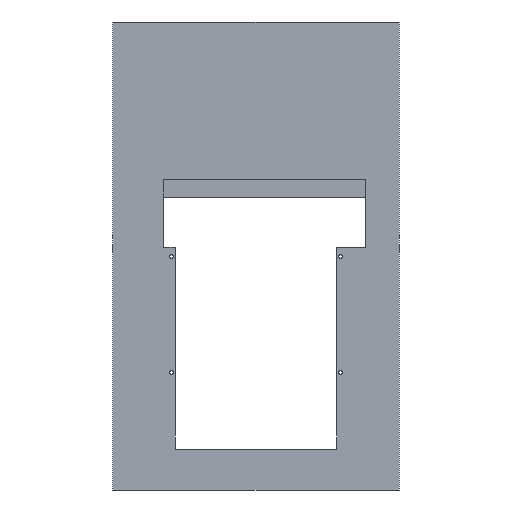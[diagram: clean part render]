
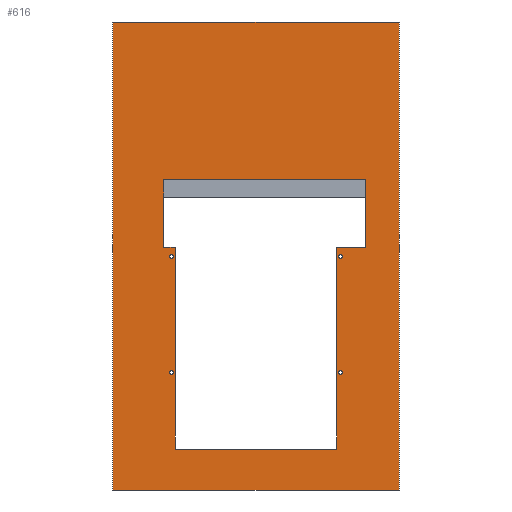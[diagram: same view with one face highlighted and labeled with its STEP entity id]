
A CAD part, front view. The second image highlights one B-rep face of the part: STEP entity #616.
In plain terms, the highlighted planar face has unit normal (0, -1, 0).
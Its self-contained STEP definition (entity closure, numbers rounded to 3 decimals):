
#465=AXIS2_PLACEMENT_3D('Plane Axis2P3D',#462,#463,#464) ;
#480=AXIS2_PLACEMENT_3D('Circle Axis2P3D',#478,#479,$) ;
#489=AXIS2_PLACEMENT_3D('Circle Axis2P3D',#487,#488,$) ;
#498=AXIS2_PLACEMENT_3D('Circle Axis2P3D',#496,#497,$) ;
#507=AXIS2_PLACEMENT_3D('Circle Axis2P3D',#505,#506,$) ;
#516=AXIS2_PLACEMENT_3D('Circle Axis2P3D',#514,#515,$) ;
#525=AXIS2_PLACEMENT_3D('Circle Axis2P3D',#523,#524,$) ;
#534=AXIS2_PLACEMENT_3D('Circle Axis2P3D',#532,#533,$) ;
#543=AXIS2_PLACEMENT_3D('Circle Axis2P3D',#541,#542,$) ;
#226=CARTESIAN_POINT('Vertex',(-209.5,-85.,635.)) ;
#240=CARTESIAN_POINT('Vertex',(-209.5,-85.,-165.)) ;
#243=CARTESIAN_POINT('Line Origine',(-209.5,-85.,235.)) ;
#266=CARTESIAN_POINT('Vertex',(279.5,-85.,635.)) ;
#274=CARTESIAN_POINT('Line Origine',(35.,-85.,635.)) ;
#447=CARTESIAN_POINT('Vertex',(279.5,-85.,-165.)) ;
#450=CARTESIAN_POINT('Line Origine',(35.,-85.,-165.)) ;
#462=CARTESIAN_POINT('Axis2P3D Location',(70.,-85.,135.)) ;
#467=CARTESIAN_POINT('Line Origine',(279.5,-85.,235.)) ;
#478=CARTESIAN_POINT('Axis2P3D Location',(-109.5,-85.,234.5)) ;
#482=CARTESIAN_POINT('Vertex',(-112.75,-85.,234.5)) ;
#484=CARTESIAN_POINT('Vertex',(-106.25,-85.,234.5)) ;
#487=CARTESIAN_POINT('Axis2P3D Location',(-109.5,-85.,234.5)) ;
#496=CARTESIAN_POINT('Axis2P3D Location',(179.5,-85.,234.5)) ;
#500=CARTESIAN_POINT('Vertex',(176.25,-85.,234.5)) ;
#502=CARTESIAN_POINT('Vertex',(182.75,-85.,234.5)) ;
#505=CARTESIAN_POINT('Axis2P3D Location',(179.5,-85.,234.5)) ;
#514=CARTESIAN_POINT('Axis2P3D Location',(-109.5,-85.,35.5)) ;
#518=CARTESIAN_POINT('Vertex',(-112.75,-85.,35.5)) ;
#520=CARTESIAN_POINT('Vertex',(-106.25,-85.,35.5)) ;
#523=CARTESIAN_POINT('Axis2P3D Location',(-109.5,-85.,35.5)) ;
#532=CARTESIAN_POINT('Axis2P3D Location',(179.5,-85.,35.5)) ;
#536=CARTESIAN_POINT('Vertex',(176.25,-85.,35.5)) ;
#538=CARTESIAN_POINT('Vertex',(182.75,-85.,35.5)) ;
#541=CARTESIAN_POINT('Axis2P3D Location',(179.5,-85.,35.5)) ;
#550=CARTESIAN_POINT('Line Origine',(50.,-85.,365.)) ;
#554=CARTESIAN_POINT('Vertex',(223.,-85.,365.)) ;
#556=CARTESIAN_POINT('Vertex',(-123.,-85.,365.)) ;
#559=CARTESIAN_POINT('Line Origine',(223.,-85.,307.5)) ;
#563=CARTESIAN_POINT('Vertex',(223.,-85.,250.)) ;
#566=CARTESIAN_POINT('Line Origine',(198.,-85.,250.)) ;
#570=CARTESIAN_POINT('Vertex',(173.,-85.,250.)) ;
#573=CARTESIAN_POINT('Line Origine',(173.,-85.,77.5)) ;
#577=CARTESIAN_POINT('Vertex',(173.,-85.,-95.)) ;
#580=CARTESIAN_POINT('Line Origine',(35.,-85.,-95.)) ;
#584=CARTESIAN_POINT('Vertex',(-103.,-85.,-95.)) ;
#587=CARTESIAN_POINT('Line Origine',(-103.,-85.,77.5)) ;
#591=CARTESIAN_POINT('Vertex',(-103.,-85.,250.)) ;
#594=CARTESIAN_POINT('Line Origine',(-113.,-85.,250.)) ;
#598=CARTESIAN_POINT('Vertex',(-123.,-85.,250.)) ;
#601=CARTESIAN_POINT('Line Origine',(-123.,-85.,307.5)) ;
#244=DIRECTION('Vector Direction',(0.,0.,-1.)) ;
#275=DIRECTION('Vector Direction',(1.,0.,0.)) ;
#451=DIRECTION('Vector Direction',(-1.,0.,0.)) ;
#463=DIRECTION('Axis2P3D Direction',(0.,-1.,0.)) ;
#464=DIRECTION('Axis2P3D XDirection',(1.,0.,0.)) ;
#468=DIRECTION('Vector Direction',(0.,0.,1.)) ;
#479=DIRECTION('Axis2P3D Direction',(0.,-1.,0.)) ;
#488=DIRECTION('Axis2P3D Direction',(0.,-1.,0.)) ;
#497=DIRECTION('Axis2P3D Direction',(0.,-1.,0.)) ;
#506=DIRECTION('Axis2P3D Direction',(0.,-1.,0.)) ;
#515=DIRECTION('Axis2P3D Direction',(0.,-1.,0.)) ;
#524=DIRECTION('Axis2P3D Direction',(0.,-1.,0.)) ;
#533=DIRECTION('Axis2P3D Direction',(0.,-1.,0.)) ;
#542=DIRECTION('Axis2P3D Direction',(0.,-1.,0.)) ;
#551=DIRECTION('Vector Direction',(1.,0.,0.)) ;
#560=DIRECTION('Vector Direction',(0.,0.,1.)) ;
#567=DIRECTION('Vector Direction',(1.,0.,0.)) ;
#574=DIRECTION('Vector Direction',(0.,0.,1.)) ;
#581=DIRECTION('Vector Direction',(-1.,0.,0.)) ;
#588=DIRECTION('Vector Direction',(0.,0.,-1.)) ;
#595=DIRECTION('Vector Direction',(-1.,0.,0.)) ;
#602=DIRECTION('Vector Direction',(0.,0.,1.)) ;
#245=VECTOR('Line Direction',#244,1.) ;
#276=VECTOR('Line Direction',#275,1.) ;
#452=VECTOR('Line Direction',#451,1.) ;
#469=VECTOR('Line Direction',#468,1.) ;
#552=VECTOR('Line Direction',#551,1.) ;
#561=VECTOR('Line Direction',#560,1.) ;
#568=VECTOR('Line Direction',#567,1.) ;
#575=VECTOR('Line Direction',#574,1.) ;
#582=VECTOR('Line Direction',#581,1.) ;
#589=VECTOR('Line Direction',#588,1.) ;
#596=VECTOR('Line Direction',#595,1.) ;
#603=VECTOR('Line Direction',#602,1.) ;
#473=ORIENTED_EDGE('',*,*,#247,.T.) ;
#474=ORIENTED_EDGE('',*,*,#454,.T.) ;
#475=ORIENTED_EDGE('',*,*,#471,.T.) ;
#476=ORIENTED_EDGE('',*,*,#278,.T.) ;
#493=ORIENTED_EDGE('',*,*,#486,.F.) ;
#494=ORIENTED_EDGE('',*,*,#491,.F.) ;
#511=ORIENTED_EDGE('',*,*,#504,.F.) ;
#512=ORIENTED_EDGE('',*,*,#509,.F.) ;
#529=ORIENTED_EDGE('',*,*,#522,.F.) ;
#530=ORIENTED_EDGE('',*,*,#527,.F.) ;
#547=ORIENTED_EDGE('',*,*,#540,.F.) ;
#548=ORIENTED_EDGE('',*,*,#545,.F.) ;
#607=ORIENTED_EDGE('',*,*,#558,.F.) ;
#608=ORIENTED_EDGE('',*,*,#565,.F.) ;
#609=ORIENTED_EDGE('',*,*,#572,.F.) ;
#610=ORIENTED_EDGE('',*,*,#579,.F.) ;
#611=ORIENTED_EDGE('',*,*,#586,.F.) ;
#612=ORIENTED_EDGE('',*,*,#593,.F.) ;
#613=ORIENTED_EDGE('',*,*,#600,.F.) ;
#614=ORIENTED_EDGE('',*,*,#605,.F.) ;
#495=FACE_BOUND('',#492,.T.) ;
#513=FACE_BOUND('',#510,.T.) ;
#531=FACE_BOUND('',#528,.T.) ;
#549=FACE_BOUND('',#546,.T.) ;
#615=FACE_BOUND('',#606,.T.) ;
#616=ADVANCED_FACE('E1.2_IV_W_REAR_SEGREGATION_EF_ES',(#477,#495,#513,#531,#549,#615),#466,.T.) ;
#481=CIRCLE('generated circle',#480,3.25) ;
#490=CIRCLE('generated circle',#489,3.25) ;
#499=CIRCLE('generated circle',#498,3.25) ;
#508=CIRCLE('generated circle',#507,3.25) ;
#517=CIRCLE('generated circle',#516,3.25) ;
#526=CIRCLE('generated circle',#525,3.25) ;
#535=CIRCLE('generated circle',#534,3.25) ;
#544=CIRCLE('generated circle',#543,3.25) ;
#247=EDGE_CURVE('',#227,#241,#246,.T.) ;
#278=EDGE_CURVE('',#267,#227,#277,.F.) ;
#454=EDGE_CURVE('',#241,#448,#453,.F.) ;
#471=EDGE_CURVE('',#448,#267,#470,.T.) ;
#486=EDGE_CURVE('',#483,#485,#481,.T.) ;
#491=EDGE_CURVE('',#485,#483,#490,.T.) ;
#504=EDGE_CURVE('',#501,#503,#499,.T.) ;
#509=EDGE_CURVE('',#503,#501,#508,.T.) ;
#522=EDGE_CURVE('',#519,#521,#517,.T.) ;
#527=EDGE_CURVE('',#521,#519,#526,.T.) ;
#540=EDGE_CURVE('',#537,#539,#535,.T.) ;
#545=EDGE_CURVE('',#539,#537,#544,.T.) ;
#558=EDGE_CURVE('',#555,#557,#553,.F.) ;
#565=EDGE_CURVE('',#564,#555,#562,.T.) ;
#572=EDGE_CURVE('',#571,#564,#569,.T.) ;
#579=EDGE_CURVE('',#578,#571,#576,.T.) ;
#586=EDGE_CURVE('',#585,#578,#583,.F.) ;
#593=EDGE_CURVE('',#592,#585,#590,.T.) ;
#600=EDGE_CURVE('',#599,#592,#597,.F.) ;
#605=EDGE_CURVE('',#557,#599,#604,.F.) ;
#472=EDGE_LOOP('',(#473,#474,#475,#476)) ;
#492=EDGE_LOOP('',(#493,#494)) ;
#510=EDGE_LOOP('',(#511,#512)) ;
#528=EDGE_LOOP('',(#529,#530)) ;
#546=EDGE_LOOP('',(#547,#548)) ;
#606=EDGE_LOOP('',(#607,#608,#609,#610,#611,#612,#613,#614)) ;
#477=FACE_OUTER_BOUND('',#472,.T.) ;
#246=LINE('Line',#243,#245) ;
#277=LINE('Line',#274,#276) ;
#453=LINE('Line',#450,#452) ;
#470=LINE('Line',#467,#469) ;
#553=LINE('Line',#550,#552) ;
#562=LINE('Line',#559,#561) ;
#569=LINE('Line',#566,#568) ;
#576=LINE('Line',#573,#575) ;
#583=LINE('Line',#580,#582) ;
#590=LINE('Line',#587,#589) ;
#597=LINE('Line',#594,#596) ;
#604=LINE('Line',#601,#603) ;
#466=PLANE('',#465) ;
#227=VERTEX_POINT('',#226) ;
#241=VERTEX_POINT('',#240) ;
#267=VERTEX_POINT('',#266) ;
#448=VERTEX_POINT('',#447) ;
#483=VERTEX_POINT('',#482) ;
#485=VERTEX_POINT('',#484) ;
#501=VERTEX_POINT('',#500) ;
#503=VERTEX_POINT('',#502) ;
#519=VERTEX_POINT('',#518) ;
#521=VERTEX_POINT('',#520) ;
#537=VERTEX_POINT('',#536) ;
#539=VERTEX_POINT('',#538) ;
#555=VERTEX_POINT('',#554) ;
#557=VERTEX_POINT('',#556) ;
#564=VERTEX_POINT('',#563) ;
#571=VERTEX_POINT('',#570) ;
#578=VERTEX_POINT('',#577) ;
#585=VERTEX_POINT('',#584) ;
#592=VERTEX_POINT('',#591) ;
#599=VERTEX_POINT('',#598) ;
